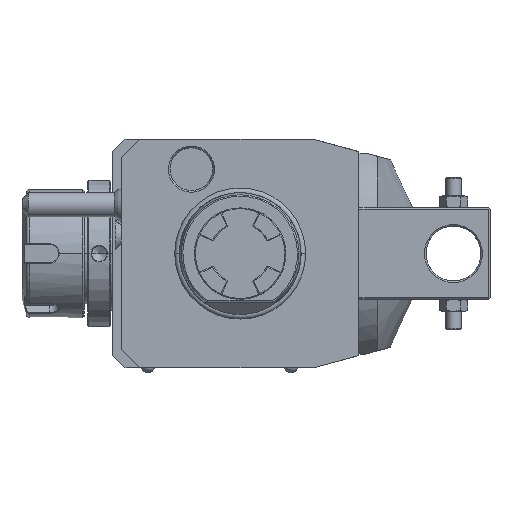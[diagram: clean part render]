
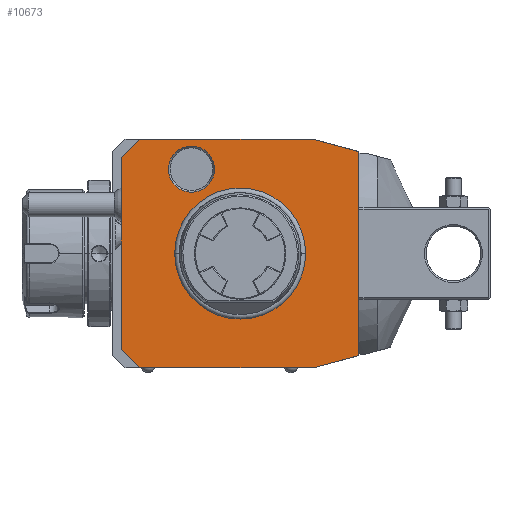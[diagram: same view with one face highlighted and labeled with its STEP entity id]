
A CAD part, front view. The second image highlights one B-rep face of the part: STEP entity #10673.
In plain terms, the highlighted planar face has unit normal (0, -1, 0).
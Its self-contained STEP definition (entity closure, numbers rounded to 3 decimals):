
#1=DIRECTION('',(-0.966,0.,0.259));
#2=VECTOR('',#1,15.529);
#3=CARTESIAN_POINT('',(39.,0.,33.481));
#4=LINE('',#3,#2);
#5=DIRECTION('',(0.,0.,1.));
#6=VECTOR('',#5,66.962);
#7=CARTESIAN_POINT('',(39.,0.,-33.481));
#8=LINE('',#7,#6);
#9=DIRECTION('',(0.966,0.,0.259));
#10=VECTOR('',#9,15.529);
#11=CARTESIAN_POINT('',(24.,0.,-37.5));
#12=LINE('',#11,#10);
#13=DIRECTION('',(1.,0.,0.));
#14=VECTOR('',#13,57.);
#15=CARTESIAN_POINT('',(-33.,0.,-37.5));
#16=LINE('',#15,#14);
#17=DIRECTION('',(0.707,0.,-0.707));
#18=VECTOR('',#17,8.485);
#19=CARTESIAN_POINT('',(-39.,0.,-31.5));
#20=LINE('',#19,#18);
#21=DIRECTION('',(0.,0.,-1.));
#22=VECTOR('',#21,63.);
#23=CARTESIAN_POINT('',(-39.,0.,31.5));
#24=LINE('',#23,#22);
#25=DIRECTION('',(-0.707,0.,-0.707));
#26=VECTOR('',#25,8.485);
#27=CARTESIAN_POINT('',(-33.,0.,37.5));
#28=LINE('',#27,#26);
#29=DIRECTION('',(-1.,0.,0.));
#30=VECTOR('',#29,57.);
#31=CARTESIAN_POINT('',(24.,0.,37.5));
#32=LINE('',#31,#30);
#33=CARTESIAN_POINT('',(-16.,0.,27.713));
#34=DIRECTION('',(0.,1.,0.));
#35=DIRECTION('',(1.,0.,0.));
#36=AXIS2_PLACEMENT_3D('',#33,#34,#35);
#38=CARTESIAN_POINT('',(-16.,0.,27.713));
#39=DIRECTION('',(0.,1.,0.));
#40=DIRECTION('',(-1.,0.,0.));
#41=AXIS2_PLACEMENT_3D('',#38,#39,#40);
#7508=CARTESIAN_POINT('',(0.,0.,0.));
#7509=DIRECTION('',(0.,1.,0.));
#7510=DIRECTION('',(-1.,0.,0.));
#7511=AXIS2_PLACEMENT_3D('',#7508,#7509,#7510);
#7513=CARTESIAN_POINT('',(0.,0.,0.));
#7514=DIRECTION('',(0.,1.,0.));
#7515=DIRECTION('',(1.,0.,0.));
#7516=AXIS2_PLACEMENT_3D('',#7513,#7514,#7515);
#9545=CARTESIAN_POINT('',(-8.423,0.,27.713));
#9546=CARTESIAN_POINT('',(-23.577,0.,27.713));
#9547=VERTEX_POINT('',#9545);
#9548=VERTEX_POINT('',#9546);
#10438=CARTESIAN_POINT('',(39.,0.,33.481));
#10439=CARTESIAN_POINT('',(24.,0.,37.5));
#10440=VERTEX_POINT('',#10438);
#10441=VERTEX_POINT('',#10439);
#10442=CARTESIAN_POINT('',(-33.,0.,37.5));
#10443=VERTEX_POINT('',#10442);
#10444=CARTESIAN_POINT('',(-39.,0.,31.5));
#10445=VERTEX_POINT('',#10444);
#10446=CARTESIAN_POINT('',(-39.,0.,-31.5));
#10447=VERTEX_POINT('',#10446);
#10448=CARTESIAN_POINT('',(-33.,0.,-37.5));
#10449=VERTEX_POINT('',#10448);
#10450=CARTESIAN_POINT('',(24.,0.,-37.5));
#10451=VERTEX_POINT('',#10450);
#10452=CARTESIAN_POINT('',(39.,0.,-33.481));
#10453=VERTEX_POINT('',#10452);
#10530=CARTESIAN_POINT('',(-21.137,0.,0.));
#10531=CARTESIAN_POINT('',(21.137,0.,0.));
#10532=VERTEX_POINT('',#10530);
#10533=VERTEX_POINT('',#10531);
#10638=CARTESIAN_POINT('',(0.,0.,0.));
#10639=DIRECTION('',(0.,-1.,0.));
#10640=DIRECTION('',(-1.,0.,0.));
#10641=AXIS2_PLACEMENT_3D('',#10638,#10639,#10640);
#10642=PLANE('',#10641);
#10644=ORIENTED_EDGE('',*,*,#10643,.F.);
#10646=ORIENTED_EDGE('',*,*,#10645,.F.);
#10648=ORIENTED_EDGE('',*,*,#10647,.F.);
#10650=ORIENTED_EDGE('',*,*,#10649,.F.);
#10652=ORIENTED_EDGE('',*,*,#10651,.F.);
#10654=ORIENTED_EDGE('',*,*,#10653,.F.);
#10656=ORIENTED_EDGE('',*,*,#10655,.F.);
#10658=ORIENTED_EDGE('',*,*,#10657,.F.);
#10659=EDGE_LOOP('',(#10644,#10646,#10648,#10650,#10652,#10654,#10656,#10658));
#10660=FACE_OUTER_BOUND('',#10659,.F.);
#10662=ORIENTED_EDGE('',*,*,#10661,.F.);
#10664=ORIENTED_EDGE('',*,*,#10663,.F.);
#10665=EDGE_LOOP('',(#10662,#10664));
#10666=FACE_BOUND('',#10665,.F.);
#10668=ORIENTED_EDGE('',*,*,#10667,.F.);
#10670=ORIENTED_EDGE('',*,*,#10669,.F.);
#10671=EDGE_LOOP('',(#10668,#10670));
#10672=FACE_BOUND('',#10671,.F.);
#37=CIRCLE('',#36,7.577);
#42=CIRCLE('',#41,7.577);
#7512=CIRCLE('',#7511,21.137);
#7517=CIRCLE('',#7516,21.137);
#10643=EDGE_CURVE('',#10440,#10441,#4,.T.);
#10645=EDGE_CURVE('',#10453,#10440,#8,.T.);
#10647=EDGE_CURVE('',#10451,#10453,#12,.T.);
#10649=EDGE_CURVE('',#10449,#10451,#16,.T.);
#10651=EDGE_CURVE('',#10447,#10449,#20,.T.);
#10653=EDGE_CURVE('',#10445,#10447,#24,.T.);
#10655=EDGE_CURVE('',#10443,#10445,#28,.T.);
#10657=EDGE_CURVE('',#10441,#10443,#32,.T.);
#10661=EDGE_CURVE('',#10532,#10533,#7512,.T.);
#10663=EDGE_CURVE('',#10533,#10532,#7517,.T.);
#10667=EDGE_CURVE('',#9547,#9548,#37,.T.);
#10669=EDGE_CURVE('',#9548,#9547,#42,.T.);
#10673=ADVANCED_FACE('',(#10660,#10666,#10672),#10642,.T.);
